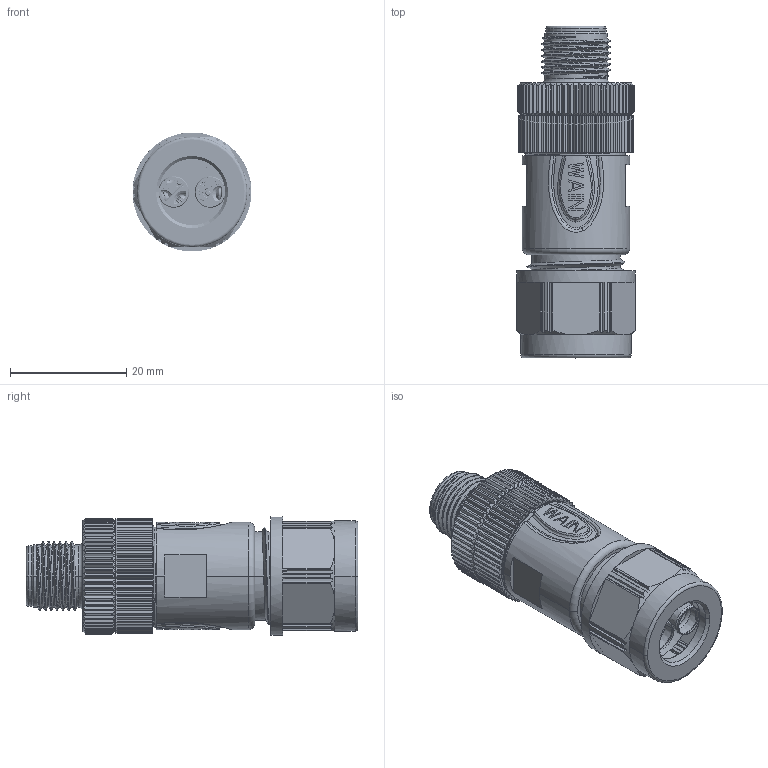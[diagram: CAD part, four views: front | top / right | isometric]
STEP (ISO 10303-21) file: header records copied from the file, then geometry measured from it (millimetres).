
FILE_DESCRIPTION((''),'2;1');
FILE_NAME('3D_1630084113004_M12-M08A-T-2D5','2017-08-14T',('zq.xu'),(''),'PRO/ENGINEER BY PARAMETRIC TECHNOLOGY CORPORATION, 2012480','PRO/ENGINEER BY PARAMETRIC TECHNOLOGY CORPORATION, 2012480','');
FILE_SCHEMA(('AUTOMOTIVE_DESIGN { 1 0 10303 214 1 1 1 1 }'));
Products named in the file (1): 3D_1630084113004_M12-M08A-T-2D5
Bounding box: 20.5 x 57.2 x 20.49 mm (x, y, z)
Volume: 9830.1 mm3; surface area: 14533.2 mm2
Topology: 1 solids, 1 shells, 3090 faces, 9025 edges, 5870 vertices
Faces by surface type: plane 1016, cylinder 958, cone 429, bspline 332, extrusion 277, torus 42, sphere 36
Entity records: 144575 total; most frequent: CARTESIAN_POINT 68465, ORIENTED_EDGE 17946, DIRECTION 12939, EDGE_CURVE 8973, VERTEX_POINT 5870, AXIS2_PLACEMENT_3D 4611, VECTOR 3717, B_SPLINE_CURVE_WITH_KNOTS 3680
